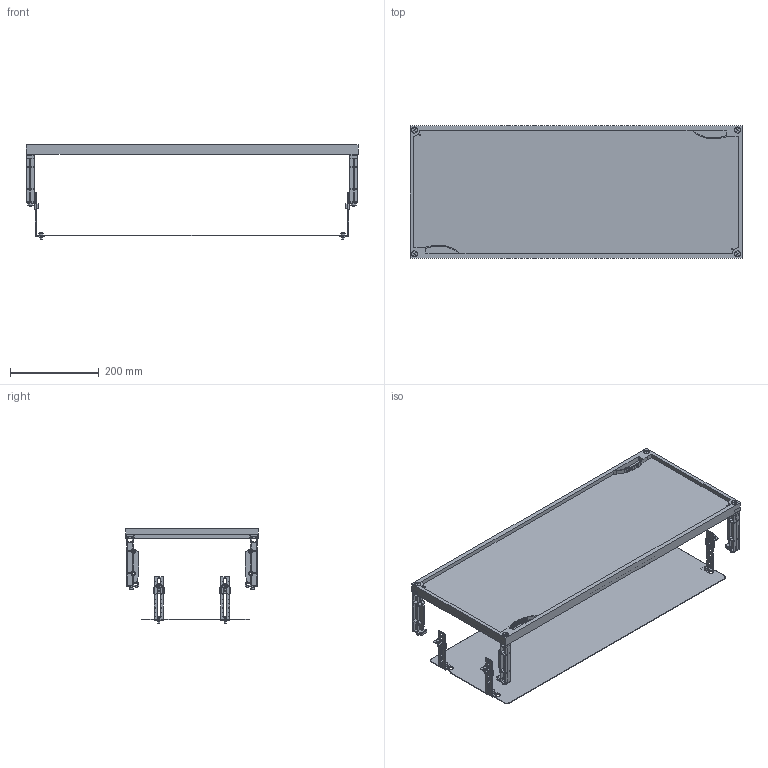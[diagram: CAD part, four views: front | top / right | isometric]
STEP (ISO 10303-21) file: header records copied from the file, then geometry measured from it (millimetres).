
FILE_DESCRIPTION(('STEP AP214'),'1');
FILE_NAME('cctmp_3AC66543-AD62-47D5-A6EA-0B8A210514FC_2023_07_22_14_09_45_0136..stp','2023-07-22T12:09:46',('SIEMENS A&D'),('CADClick - www.CADClick.com'),'Spatial InterOp 3D postprocessed',' ','unknown authorization');
FILE_SCHEMA(('AUTOMOTIVE_DESIGN'));
Length unit declared in the file: millimetre
Products named in the file (31): cc_unnamed; 2023_07_22_14_09_45_0078; 2023_07_22_14_09_45_0074; 2023_07_22_14_09_45_0070; 2023_07_22_14_09_45_0066; 2023_07_22_14_09_45_0062; 2023_07_22_14_09_45_0058; 2023_07_22_14_09_45_0054; 2023_07_22_14_09_45_0050; 2023_07_22_14_09_45_0046; 2023_07_22_14_09_45_0042; 2023_07_22_14_09_45_0038; 2023_07_22_14_09_45_0034; 2023_07_22_14_09_45_0030; 2023_07_22_14_09_45_0026; 2023_07_22_14_09_45_0022; 2023_07_22_14_09_45_0018; 2023_07_22_14_09_45_0014; 2023_07_22_14_09_45_0010; 2023_07_22_14_09_45_0007; 2023_07_22_14_09_45_0003; 2023_07_22_14_09_44_0999; 2023_07_22_14_09_44_0995; 2023_07_22_14_09_44_0991; 2023_07_22_14_09_44_0987; 2023_07_22_14_09_44_0983; 2023_07_22_14_09_44_0979; 2023_07_22_14_09_44_0975; 2023_07_22_14_09_44_0971; 2023_07_22_14_09_44_0967; 2023_07_22_14_09_44_0963
Assembly tree (30 placements, depth 2):
  cc_unnamed
    2023_07_22_14_09_45_0078
    2023_07_22_14_09_45_0074
    2023_07_22_14_09_45_0070
    2023_07_22_14_09_45_0066
    2023_07_22_14_09_45_0062
    2023_07_22_14_09_45_0058
    2023_07_22_14_09_45_0054
    2023_07_22_14_09_45_0050
    2023_07_22_14_09_45_0046
    2023_07_22_14_09_45_0042
    2023_07_22_14_09_45_0038
    2023_07_22_14_09_45_0034
    2023_07_22_14_09_45_0030
    2023_07_22_14_09_45_0026
    2023_07_22_14_09_45_0022
    2023_07_22_14_09_45_0018
    2023_07_22_14_09_45_0014
    2023_07_22_14_09_45_0010
    2023_07_22_14_09_45_0007
    2023_07_22_14_09_45_0003
    2023_07_22_14_09_44_0999
    2023_07_22_14_09_44_0995
    2023_07_22_14_09_44_0991
    2023_07_22_14_09_44_0987
    2023_07_22_14_09_44_0983
    2023_07_22_14_09_44_0979
    2023_07_22_14_09_44_0975
    2023_07_22_14_09_44_0971
    2023_07_22_14_09_44_0967
    2023_07_22_14_09_44_0963
Bounding box: 750 x 300 x 214.43 mm (x, y, z)
Volume: 1619289.3 mm3; surface area: 984972.5 mm2
Topology: 30 solids, 30 shells, 1558 faces, 4188 edges, 2752 vertices
Faces by surface type: plane 1096, cylinder 374, cone 56, torus 32
Entity records: 54401 total; most frequent: CARTESIAN_POINT 9129, ORIENTED_EDGE 8376, DIRECTION 8234, EDGE_CURVE 4188, LINE 3080, VECTOR 3080, VERTEX_POINT 2752, AXIS2_PLACEMENT_3D 2577
